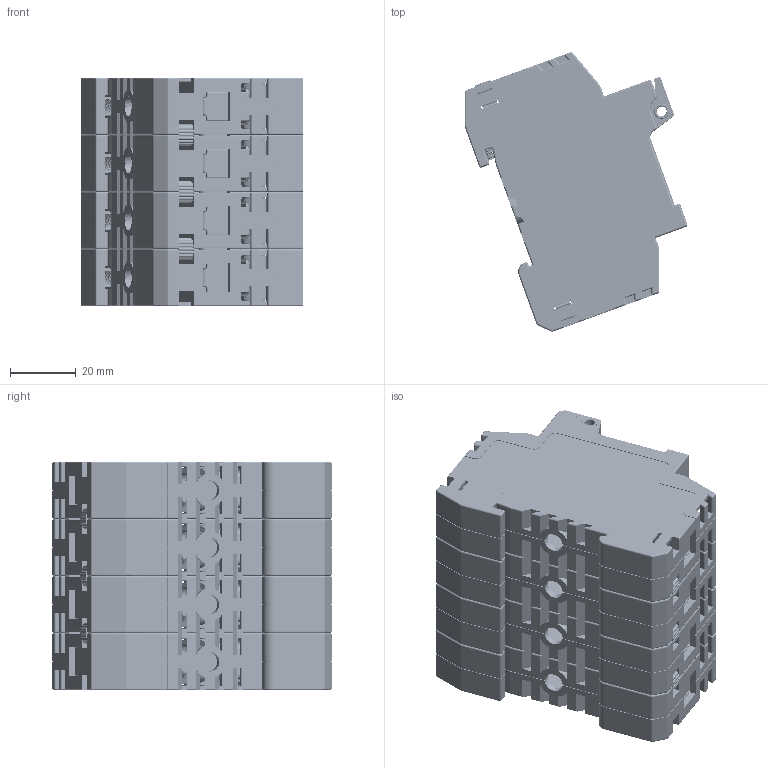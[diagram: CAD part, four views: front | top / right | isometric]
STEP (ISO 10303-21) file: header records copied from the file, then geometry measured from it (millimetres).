
FILE_DESCRIPTION(/* description */ (''),/* implementation_level */ '2;1');
FILE_NAME(/* name */ 'RT18-32 4P.stp',/* time_stamp */ '2024-01-18T10:17:29+08:00',/* author */ (''),/* organization */ (''),/* preprocessor_version */ 'ST-DEVELOPER v16',/* originating_system */ 'SIEMENS PLM Software NX 10.0',/* authorisation */ '');
FILE_SCHEMA (('CONFIG_CONTROL_DESIGN'));
Products named in the file (1): RT18-32 4P
Bounding box: 67.89 x 85.08 x 69.6 mm (x, y, z)
Volume: 103186.6 mm3; surface area: 166756.6 mm2
Topology: 83 solids, 83 shells, 8338 faces, 23537 edges, 15051 vertices
Faces by surface type: plane 5266, cylinder 2476, torus 212, bspline 180, sphere 136, extrusion 48, cone 20
Full cylindrical faces by diameter (mm): 1.3 x36, 2 x16, 2.1 x16, 3.1 x1, 3.5 x1, 3.7 x4, 3.8 x4, 4 x12, 4.5 x8, 5 x24, 5.5 x12, 6.5 x12, 6.9 x8, 7.2 x8, 8 x12
Entity records: 338804 total; most frequent: CARTESIAN_POINT 123035, ORIENTED_EDGE 46044, DIRECTION 43966, EDGE_CURVE 23022, VECTOR 16468, LINE 16420, VERTEX_POINT 14998, AXIS2_PLACEMENT_3D 13749
